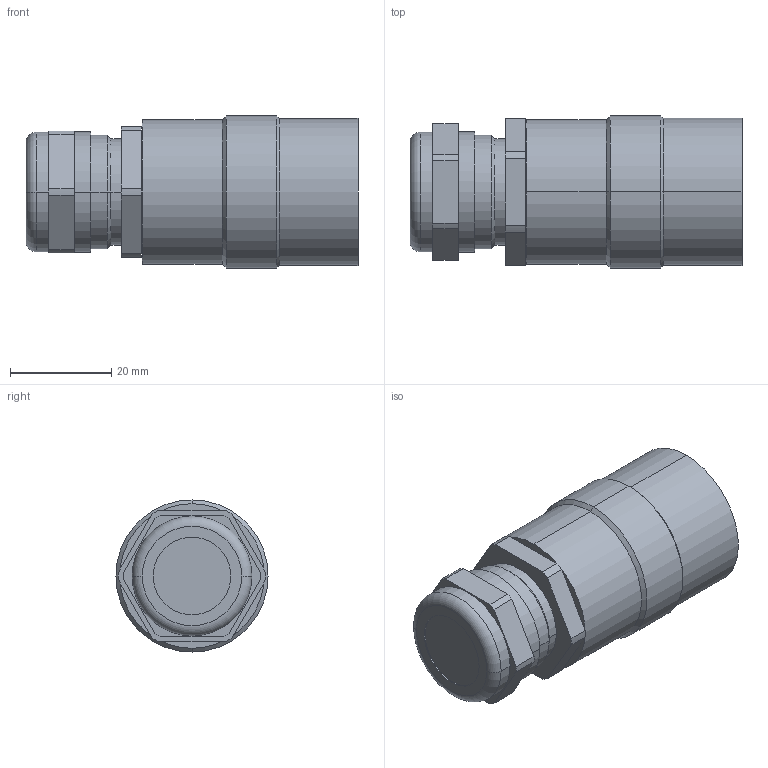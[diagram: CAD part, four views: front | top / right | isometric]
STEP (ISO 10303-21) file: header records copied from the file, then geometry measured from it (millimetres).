
FILE_DESCRIPTION((''),'2;1');
FILE_NAME('UT018JCS-CATALOGUE','2010-12-13T',('Gsineau'),('SOURIAU'),'PRO/ENGINEER BY PARAMETRIC TECHNOLOGY CORPORATION, 2010140','PRO/ENGINEER BY PARAMETRIC TECHNOLOGY CORPORATION, 2010140','');
FILE_SCHEMA(('CONFIG_CONTROL_DESIGN'));
Length unit declared in the file: millimetre
Products named in the file (1): UT018JCS-CATALOGUE
Bounding box: 65.45 x 30 x 30 mm (x, y, z)
Volume: 37980.7 mm3; surface area: 7628.9 mm2
Topology: 1 solids, 1 shells, 64 faces, 146 edges, 92 vertices
Faces by surface type: cylinder 32, plane 22, cone 8, torus 2
Entity records: 1850 total; most frequent: DIRECTION 344, CARTESIAN_POINT 302, ORIENTED_EDGE 292, EDGE_CURVE 146, AXIS2_PLACEMENT_3D 134, VERTEX_POINT 92, VECTOR 76, LINE 76
